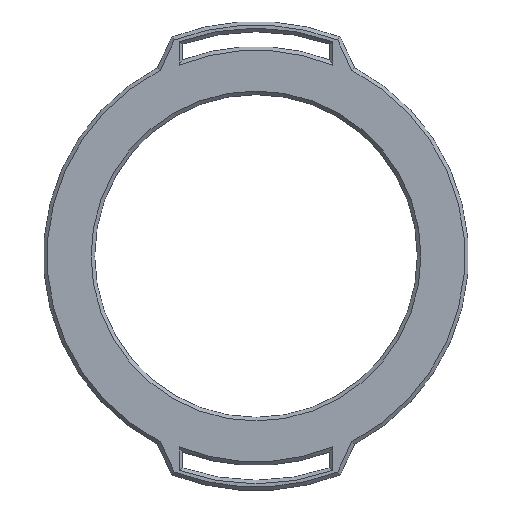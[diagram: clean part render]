
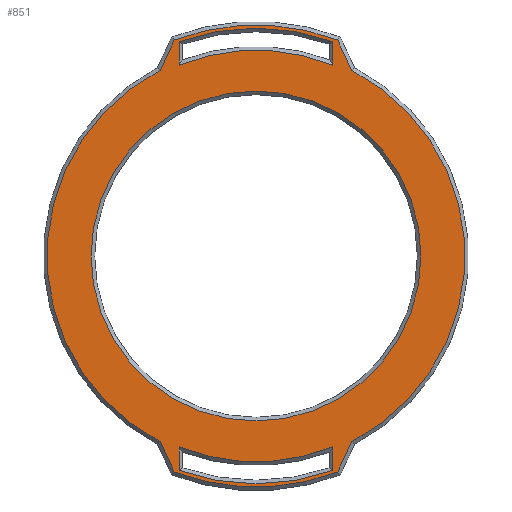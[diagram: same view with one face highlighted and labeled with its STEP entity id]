
A CAD part, front view. The second image highlights one B-rep face of the part: STEP entity #851.
In plain terms, the highlighted planar face has unit normal (0, -1, 0).
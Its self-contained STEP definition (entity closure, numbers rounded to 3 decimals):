
#18=FACE_BOUND('',#145,.T.);
#19=FACE_BOUND('',#146,.T.);
#20=FACE_BOUND('',#147,.T.);
#29=PLANE('',#937);
#87=FACE_OUTER_BOUND('',#144,.T.);
#144=EDGE_LOOP('',(#675,#676,#677,#678,#679,#680,#681,#682));
#145=EDGE_LOOP('',(#683,#684,#685,#686));
#146=EDGE_LOOP('',(#687,#688,#689,#690));
#147=EDGE_LOOP('',(#691));
#195=CIRCLE('',#935,22.5);
#197=CIRCLE('',#938,28.5);
#198=CIRCLE('',#939,31.5);
#199=CIRCLE('',#940,28.5);
#200=CIRCLE('',#941,31.5);
#201=CIRCLE('',#942,31.075);
#202=CIRCLE('',#943,28.075);
#203=CIRCLE('',#944,28.075);
#204=CIRCLE('',#945,31.075);
#281=LINE('',#3350,#329);
#282=LINE('',#3354,#330);
#283=LINE('',#3358,#331);
#284=LINE('',#3361,#332);
#285=LINE('',#3364,#333);
#286=LINE('',#3368,#334);
#287=LINE('',#3372,#335);
#288=LINE('',#3376,#336);
#329=VECTOR('',#1081,10.);
#330=VECTOR('',#1084,10.);
#331=VECTOR('',#1087,10.);
#332=VECTOR('',#1090,10.);
#333=VECTOR('',#1091,10.);
#334=VECTOR('',#1094,10.);
#335=VECTOR('',#1097,10.);
#336=VECTOR('',#1100,10.);
#402=VERTEX_POINT('',#3340);
#404=VERTEX_POINT('',#3346);
#405=VERTEX_POINT('',#3347);
#406=VERTEX_POINT('',#3349);
#407=VERTEX_POINT('',#3351);
#408=VERTEX_POINT('',#3353);
#409=VERTEX_POINT('',#3355);
#410=VERTEX_POINT('',#3357);
#411=VERTEX_POINT('',#3359);
#412=VERTEX_POINT('',#3362);
#413=VERTEX_POINT('',#3363);
#414=VERTEX_POINT('',#3365);
#415=VERTEX_POINT('',#3367);
#416=VERTEX_POINT('',#3370);
#417=VERTEX_POINT('',#3371);
#418=VERTEX_POINT('',#3373);
#419=VERTEX_POINT('',#3375);
#500=EDGE_CURVE('',#402,#402,#195,.T.);
#503=EDGE_CURVE('',#404,#405,#197,.T.);
#504=EDGE_CURVE('',#406,#404,#281,.T.);
#505=EDGE_CURVE('',#407,#406,#198,.T.);
#506=EDGE_CURVE('',#408,#407,#282,.T.);
#507=EDGE_CURVE('',#409,#408,#199,.T.);
#508=EDGE_CURVE('',#410,#409,#283,.T.);
#509=EDGE_CURVE('',#411,#410,#200,.T.);
#510=EDGE_CURVE('',#405,#411,#284,.T.);
#511=EDGE_CURVE('',#412,#413,#285,.T.);
#512=EDGE_CURVE('',#414,#412,#201,.T.);
#513=EDGE_CURVE('',#415,#414,#286,.T.);
#514=EDGE_CURVE('',#413,#415,#202,.T.);
#515=EDGE_CURVE('',#416,#417,#287,.T.);
#516=EDGE_CURVE('',#418,#416,#203,.T.);
#517=EDGE_CURVE('',#419,#418,#288,.T.);
#518=EDGE_CURVE('',#417,#419,#204,.T.);
#675=ORIENTED_EDGE('',*,*,#503,.F.);
#676=ORIENTED_EDGE('',*,*,#504,.F.);
#677=ORIENTED_EDGE('',*,*,#505,.F.);
#678=ORIENTED_EDGE('',*,*,#506,.F.);
#679=ORIENTED_EDGE('',*,*,#507,.F.);
#680=ORIENTED_EDGE('',*,*,#508,.F.);
#681=ORIENTED_EDGE('',*,*,#509,.F.);
#682=ORIENTED_EDGE('',*,*,#510,.F.);
#683=ORIENTED_EDGE('',*,*,#511,.F.);
#684=ORIENTED_EDGE('',*,*,#512,.F.);
#685=ORIENTED_EDGE('',*,*,#513,.F.);
#686=ORIENTED_EDGE('',*,*,#514,.F.);
#687=ORIENTED_EDGE('',*,*,#515,.F.);
#688=ORIENTED_EDGE('',*,*,#516,.F.);
#689=ORIENTED_EDGE('',*,*,#517,.F.);
#690=ORIENTED_EDGE('',*,*,#518,.F.);
#691=ORIENTED_EDGE('',*,*,#500,.F.);
#851=ADVANCED_FACE('',(#87,#18,#19,#20),#29,.F.);
#935=AXIS2_PLACEMENT_3D('',#3341,#1072,#1073);
#937=AXIS2_PLACEMENT_3D('',#3345,#1077,#1078);
#938=AXIS2_PLACEMENT_3D('',#3348,#1079,#1080);
#939=AXIS2_PLACEMENT_3D('',#3352,#1082,#1083);
#940=AXIS2_PLACEMENT_3D('',#3356,#1085,#1086);
#941=AXIS2_PLACEMENT_3D('',#3360,#1088,#1089);
#942=AXIS2_PLACEMENT_3D('',#3366,#1092,#1093);
#943=AXIS2_PLACEMENT_3D('',#3369,#1095,#1096);
#944=AXIS2_PLACEMENT_3D('',#3374,#1098,#1099);
#945=AXIS2_PLACEMENT_3D('',#3377,#1101,#1102);
#1072=DIRECTION('center_axis',(0.,-1.,0.));
#1073=DIRECTION('ref_axis',(-1.,0.,0.));
#1077=DIRECTION('center_axis',(0.,1.,0.));
#1078=DIRECTION('ref_axis',(0.,0.,1.));
#1079=DIRECTION('center_axis',(0.,1.,0.));
#1080=DIRECTION('ref_axis',(-1.,0.,0.));
#1081=DIRECTION('',(-0.423,0.,0.906));
#1082=DIRECTION('center_axis',(0.,1.,0.));
#1083=DIRECTION('ref_axis',(-0.359,0.,-0.933));
#1084=DIRECTION('',(-0.423,0.,-0.906));
#1085=DIRECTION('center_axis',(0.,1.,0.));
#1086=DIRECTION('ref_axis',(1.,0.,0.));
#1087=DIRECTION('',(0.423,0.,-0.906));
#1088=DIRECTION('center_axis',(0.,1.,0.));
#1089=DIRECTION('ref_axis',(0.359,0.,0.933));
#1090=DIRECTION('',(0.423,0.,0.906));
#1091=DIRECTION('',(0.,0.,1.));
#1092=DIRECTION('center_axis',(0.,-1.,0.));
#1093=DIRECTION('ref_axis',(-0.327,0.,-0.945));
#1094=DIRECTION('',(0.,0.,-1.));
#1095=DIRECTION('center_axis',(0.,1.,0.));
#1096=DIRECTION('ref_axis',(-0.35,0.,-0.937));
#1097=DIRECTION('',(0.,0.,1.));
#1098=DIRECTION('center_axis',(0.,1.,0.));
#1099=DIRECTION('ref_axis',(0.35,0.,0.937));
#1100=DIRECTION('',(0.,0.,-1.));
#1101=DIRECTION('center_axis',(0.,-1.,0.));
#1102=DIRECTION('ref_axis',(0.327,0.,0.945));
#3340=CARTESIAN_POINT('',(22.5,0.,0.));
#3341=CARTESIAN_POINT('Origin',(0.,0.,0.));
#3345=CARTESIAN_POINT('Origin',(0.,0.,0.));
#3346=CARTESIAN_POINT('',(-13.061,0.,-25.331));
#3347=CARTESIAN_POINT('',(-13.061,0.,25.331));
#3348=CARTESIAN_POINT('Origin',(0.,0.,0.));
#3349=CARTESIAN_POINT('',(-11.132,0.,-29.467));
#3350=CARTESIAN_POINT('',(-15.739,0.,-19.589));
#3351=CARTESIAN_POINT('',(11.132,0.,-29.467));
#3352=CARTESIAN_POINT('Origin',(0.,0.,0.));
#3353=CARTESIAN_POINT('',(13.061,0.,-25.331));
#3354=CARTESIAN_POINT('',(16.71,0.,-17.506));
#3355=CARTESIAN_POINT('',(13.061,0.,25.331));
#3356=CARTESIAN_POINT('Origin',(0.,0.,0.));
#3357=CARTESIAN_POINT('',(11.132,0.,29.467));
#3358=CARTESIAN_POINT('',(15.739,0.,19.589));
#3359=CARTESIAN_POINT('',(-11.132,0.,29.467));
#3360=CARTESIAN_POINT('Origin',(0.,0.,0.));
#3361=CARTESIAN_POINT('',(-16.71,0.,17.506));
#3362=CARTESIAN_POINT('',(10.5,0.,-29.247));
#3363=CARTESIAN_POINT('',(10.5,0.,-26.038));
#3364=CARTESIAN_POINT('',(10.5,0.,-13.384));
#3365=CARTESIAN_POINT('',(-10.5,0.,-29.247));
#3366=CARTESIAN_POINT('Origin',(0.,0.,0.));
#3367=CARTESIAN_POINT('',(-10.5,0.,-26.038));
#3368=CARTESIAN_POINT('',(-10.5,0.,-14.447));
#3369=CARTESIAN_POINT('Origin',(0.,0.,0.));
#3370=CARTESIAN_POINT('',(10.5,0.,26.038));
#3371=CARTESIAN_POINT('',(10.5,0.,29.247));
#3372=CARTESIAN_POINT('',(10.5,0.,14.447));
#3373=CARTESIAN_POINT('',(-10.5,0.,26.038));
#3374=CARTESIAN_POINT('Origin',(0.,0.,0.));
#3375=CARTESIAN_POINT('',(-10.5,0.,29.247));
#3376=CARTESIAN_POINT('',(-10.5,0.,13.384));
#3377=CARTESIAN_POINT('Origin',(0.,0.,0.));
